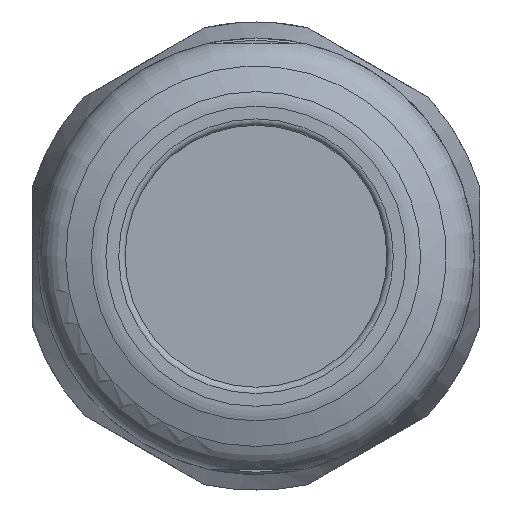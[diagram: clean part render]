
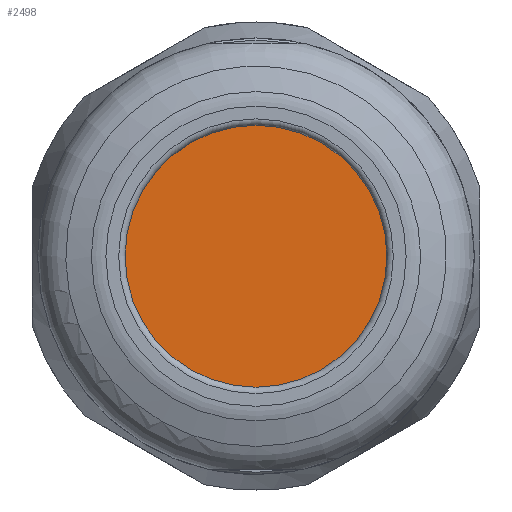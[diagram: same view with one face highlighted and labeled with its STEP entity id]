
A CAD part, left-side view. The second image highlights one B-rep face of the part: STEP entity #2498.
In plain terms, the highlighted planar face has unit normal (-1, 0, 0).
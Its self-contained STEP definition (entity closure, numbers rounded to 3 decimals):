
#451 = DIRECTION ( 'NONE',  ( 0., 0., 1. ) ) ;
#817 = DIRECTION ( 'NONE',  ( -1., 0., 0. ) ) ;
#927 = AXIS2_PLACEMENT_3D ( 'NONE', #18522, #15767, #3755 ) ;
#2498 = ADVANCED_FACE ( 'NONE', ( #9405 ), #17024, .T. ) ;
#2785 = CIRCLE ( 'NONE', #927, 6.15 ) ;
#3263 = VERTEX_POINT ( 'NONE', #3640 ) ;
#3640 = CARTESIAN_POINT ( 'NONE',  ( -31.45, -6.15, 0. ) ) ;
#3755 = DIRECTION ( 'NONE',  ( 0., -1., 0. ) ) ;
#7731 = ORIENTED_EDGE ( 'NONE', *, *, #13403, .T. ) ;
#8605 = AXIS2_PLACEMENT_3D ( 'NONE', #15652, #817, #451 ) ;
#9405 = FACE_OUTER_BOUND ( 'NONE', #16557, .T. ) ;
#13403 = EDGE_CURVE ( 'NONE', #3263, #3263, #2785, .T. ) ;
#15652 = CARTESIAN_POINT ( 'NONE',  ( -31.45, 0., 0. ) ) ;
#15767 = DIRECTION ( 'NONE',  ( -1., 0., 0. ) ) ;
#16557 = EDGE_LOOP ( 'NONE', ( #7731 ) ) ;
#17024 = PLANE ( 'NONE',  #8605 ) ;
#18522 = CARTESIAN_POINT ( 'NONE',  ( -31.45, 0., 0. ) ) ;
